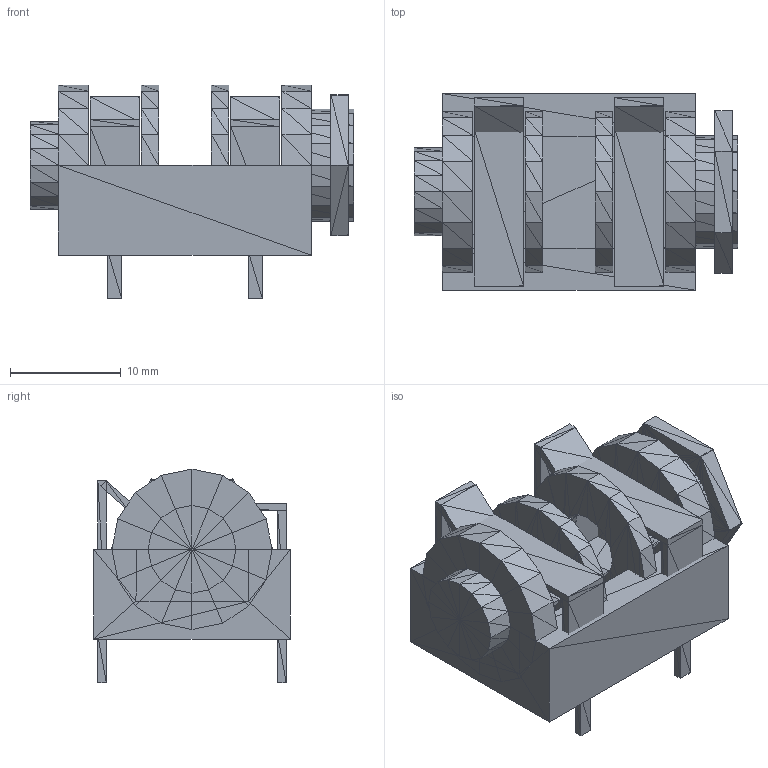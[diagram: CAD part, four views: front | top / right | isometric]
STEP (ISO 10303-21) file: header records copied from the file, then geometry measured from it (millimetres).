
FILE_DESCRIPTION(('HOOPS Exchange Step'),'2;1');
FILE_NAME('export-D6ED2CC6-6B0E-4BB2-88CF-A06B3433686B.stp','2023-03-20T04:06:46-07:00',('pweinvnt'),('Alibre'),'HOOPS Exchange 2022.0','Alibre','Unknown authorisation');
FILE_SCHEMA( ('AP242_MANAGED_MODEL_BASED_3D_ENGINEERING_MIM_LF {1 0 10303 442 1 1 4 }') );
Length unit declared in the file: inch
Products named in the file (26): NEUTRIKJK_2; NEUTRIKJK_3; NEUTRIKJK_4; NEUTRIKJK_5; NEUTRIKJK_6; NEUTRIKJK_7; NEUTRIKJK_8; NEUTRIKJK_9; NEUTRIKJK_10; NEUTRIKJK_11; NEUTRIKJK_12; NEUTRIKJK_13; NEUTRIKJK_14; NEUTRIKJK_15; NEUTRIKJK_16; NEUTRIKJK_17; NEUTRIKJK_18; NEUTRIKJK_19; NEUTRIKJK_20; NEUTRIKJK_21; NEUTRIKJK_22; NEUTRIKJK_23; NEUTRIKJK_24; NEUTRIKJK_25; NEUTRIKJK_26; NEUTRIKJK
Assembly tree (25 placements, depth 2):
  NEUTRIKJK
    NEUTRIKJK_2
    NEUTRIKJK_3
    NEUTRIKJK_4
    NEUTRIKJK_5
    NEUTRIKJK_6
    NEUTRIKJK_7
    NEUTRIKJK_8
    NEUTRIKJK_9
    NEUTRIKJK_10
    NEUTRIKJK_11
    NEUTRIKJK_12
    NEUTRIKJK_13
    NEUTRIKJK_14
    NEUTRIKJK_15
    NEUTRIKJK_16
    NEUTRIKJK_17
    NEUTRIKJK_18
    NEUTRIKJK_19
    NEUTRIKJK_20
    NEUTRIKJK_21
    NEUTRIKJK_22
    NEUTRIKJK_23
    NEUTRIKJK_24
    NEUTRIKJK_25
    NEUTRIKJK_26
Bounding box: 29.21 x 17.78 x 19.3 mm (x, y, z)
Volume: 4284 mm3; surface area: 5203.6 mm2
Topology: 25 solids, 25 shells, 1020 faces, 1530 edges, 552 vertices
Faces by surface type: plane 1020
Entity records: 21073 total; most frequent: DIRECTION 3674, CARTESIAN_POINT 3154, ORIENTED_EDGE 3060, VECTOR 1530, LINE 1530, EDGE_CURVE 1530, AXIS2_PLACEMENT_3D 1072, PLANE 1020
